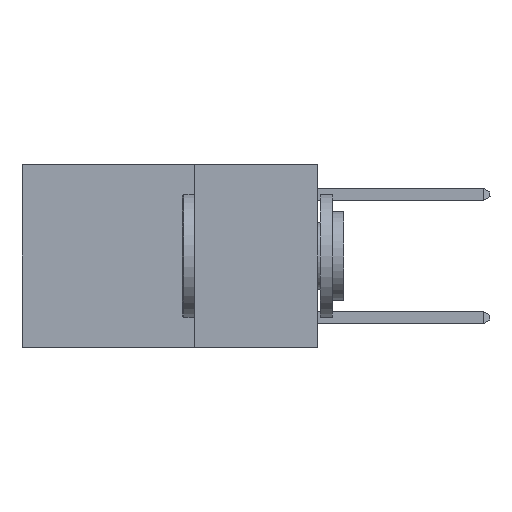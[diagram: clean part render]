
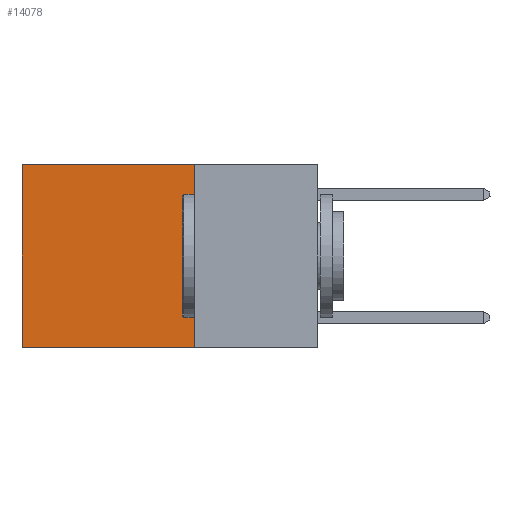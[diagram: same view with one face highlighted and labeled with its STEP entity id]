
A CAD part, left-side view. The second image highlights one B-rep face of the part: STEP entity #14078.
In plain terms, the highlighted planar face has unit normal (-1, 0, 0).
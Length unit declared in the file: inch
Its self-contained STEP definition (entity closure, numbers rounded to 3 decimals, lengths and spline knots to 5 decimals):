
#1825 = LINE ( 'NONE', #23413, #5157 ) ;
#1893 = VERTEX_POINT ( 'NONE', #6721 ) ;
#3006 = DIRECTION ( 'NONE',  ( 1., 0., 0. ) ) ;
#4109 = AXIS2_PLACEMENT_3D ( 'NONE', #12462, #3006, #6998 ) ;
#4677 = PLANE ( 'NONE',  #4109 ) ;
#5157 = VECTOR ( 'NONE', #19421, 39.37008 ) ;
#5271 = CARTESIAN_POINT ( 'NONE',  ( 0.2625, 0.6, -0.37 ) ) ;
#5699 = VERTEX_POINT ( 'NONE', #19211 ) ;
#6099 = LINE ( 'NONE', #15588, #9339 ) ;
#6721 = CARTESIAN_POINT ( 'NONE',  ( 0.2625, 0.25, 0. ) ) ;
#6998 = DIRECTION ( 'NONE',  ( 0., 0., -1. ) ) ;
#8519 = DIRECTION ( 'NONE',  ( 0., 1., 0. ) ) ;
#9339 = VECTOR ( 'NONE', #23447, 39.37008 ) ;
#9442 = ORIENTED_EDGE ( 'NONE', *, *, #19467, .F. ) ;
#10296 = VECTOR ( 'NONE', #8519, 39.37008 ) ;
#10398 = EDGE_LOOP ( 'NONE', ( #24581, #9442, #21814, #13888 ) ) ;
#12462 = CARTESIAN_POINT ( 'NONE',  ( 0.2625, 0.25, 0. ) ) ;
#13888 = ORIENTED_EDGE ( 'NONE', *, *, #15313, .T. ) ;
#14078 = ADVANCED_FACE ( 'NONE', ( #24485 ), #4677, .F. ) ;
#15247 = LINE ( 'NONE', #17420, #25257 ) ;
#15313 = EDGE_CURVE ( 'NONE', #1893, #18198, #18027, .T. ) ;
#15588 = CARTESIAN_POINT ( 'NONE',  ( 0.2625, 0.25, -0.37 ) ) ;
#17420 = CARTESIAN_POINT ( 'NONE',  ( 0.2625, 0.6, 0. ) ) ;
#17671 = DIRECTION ( 'NONE',  ( 0., 0., -1. ) ) ;
#18027 = LINE ( 'NONE', #22151, #10296 ) ;
#18198 = VERTEX_POINT ( 'NONE', #22323 ) ;
#18567 = EDGE_CURVE ( 'NONE', #1893, #5699, #1825, .T. ) ;
#19211 = CARTESIAN_POINT ( 'NONE',  ( 0.2625, 0.25, -0.37 ) ) ;
#19421 = DIRECTION ( 'NONE',  ( 0., 0., -1. ) ) ;
#19467 = EDGE_CURVE ( 'NONE', #5699, #24153, #6099, .T. ) ;
#20883 = EDGE_CURVE ( 'NONE', #18198, #24153, #15247, .T. ) ;
#21814 = ORIENTED_EDGE ( 'NONE', *, *, #18567, .F. ) ;
#22151 = CARTESIAN_POINT ( 'NONE',  ( 0.2625, 0.25, 0. ) ) ;
#22323 = CARTESIAN_POINT ( 'NONE',  ( 0.2625, 0.6, 0. ) ) ;
#23413 = CARTESIAN_POINT ( 'NONE',  ( 0.2625, 0.25, 0. ) ) ;
#23447 = DIRECTION ( 'NONE',  ( 0., 1., 0. ) ) ;
#24153 = VERTEX_POINT ( 'NONE', #5271 ) ;
#24485 = FACE_OUTER_BOUND ( 'NONE', #10398, .T. ) ;
#24581 = ORIENTED_EDGE ( 'NONE', *, *, #20883, .T. ) ;
#25257 = VECTOR ( 'NONE', #17671, 39.37008 ) ;
